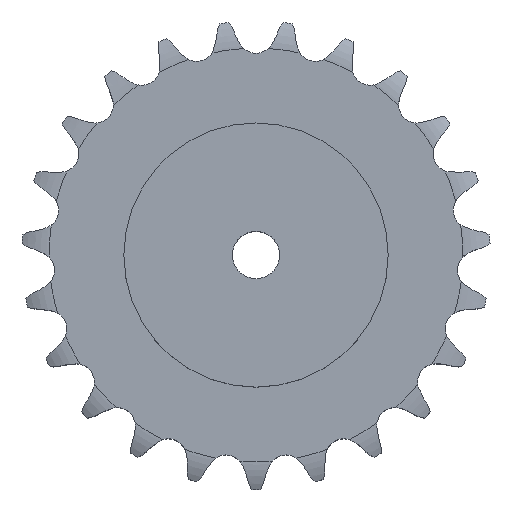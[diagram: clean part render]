
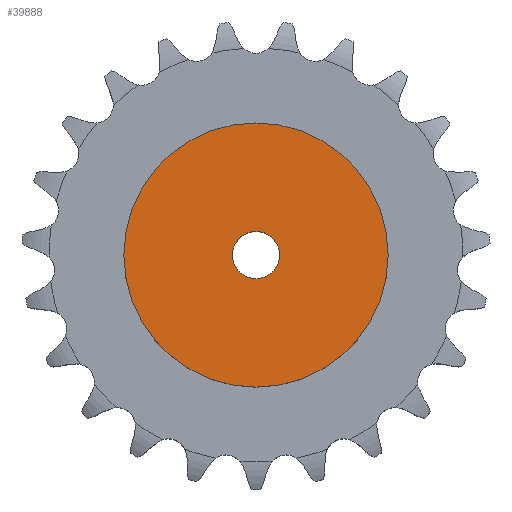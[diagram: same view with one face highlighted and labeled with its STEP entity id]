
A CAD part, top view. The second image highlights one B-rep face of the part: STEP entity #39888.
In plain terms, the highlighted planar face has unit normal (0, 0, 1).
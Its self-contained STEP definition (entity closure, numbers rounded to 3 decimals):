
#21385 = CYLINDRICAL_SURFACE('',#21386,12.5);
#21386 = AXIS2_PLACEMENT_3D('',#21387,#21388,#21389);
#21387 = CARTESIAN_POINT('',(0.,0.,387.475));
#21388 = DIRECTION('',(0.,0.,1.));
#21389 = DIRECTION('',(1.,0.,0.));
#27338 = EDGE_CURVE('',#27339,#27339,#27341,.T.);
#27339 = VERTEX_POINT('',#27340);
#27340 = CARTESIAN_POINT('',(12.5,0.,80.));
#27341 = SURFACE_CURVE('',#27342,(#27347,#27354),.PCURVE_S1.);
#27342 = CIRCLE('',#27343,12.5);
#27343 = AXIS2_PLACEMENT_3D('',#27344,#27345,#27346);
#27344 = CARTESIAN_POINT('',(0.,0.,80.));
#27345 = DIRECTION('',(0.,0.,1.));
#27346 = DIRECTION('',(1.,0.,0.));
#27347 = PCURVE('',#21385,#27348);
#27348 = DEFINITIONAL_REPRESENTATION('',(#27349),#27353);
#27349 = LINE('',#27350,#27351);
#27350 = CARTESIAN_POINT('',(0.,-307.475));
#27351 = VECTOR('',#27352,1.);
#27352 = DIRECTION('',(1.,0.));
#27353 = ( GEOMETRIC_REPRESENTATION_CONTEXT(2) 
PARAMETRIC_REPRESENTATION_CONTEXT() REPRESENTATION_CONTEXT('2D SPACE',''
  ) );
#27354 = PCURVE('',#27355,#27360);
#27355 = PLANE('',#27356);
#27356 = AXIS2_PLACEMENT_3D('',#27357,#27358,#27359);
#27357 = CARTESIAN_POINT('',(0.,0.,80.)
  );
#27358 = DIRECTION('',(0.,0.,1.));
#27359 = DIRECTION('',(1.,0.,0.));
#27360 = DEFINITIONAL_REPRESENTATION('',(#27361),#27365);
#27361 = CIRCLE('',#27362,12.5);
#27362 = AXIS2_PLACEMENT_2D('',#27363,#27364);
#27363 = CARTESIAN_POINT('',(0.,0.));
#27364 = DIRECTION('',(1.,0.));
#27365 = ( GEOMETRIC_REPRESENTATION_CONTEXT(2) 
PARAMETRIC_REPRESENTATION_CONTEXT() REPRESENTATION_CONTEXT('2D SPACE',''
  ) );
#39888 = ADVANCED_FACE('',(#39889,#39920),#27355,.T.);
#39889 = FACE_BOUND('',#39890,.T.);
#39890 = EDGE_LOOP('',(#39891));
#39891 = ORIENTED_EDGE('',*,*,#39892,.T.);
#39892 = EDGE_CURVE('',#39893,#39893,#39895,.T.);
#39893 = VERTEX_POINT('',#39894);
#39894 = CARTESIAN_POINT('',(70.,0.,80.));
#39895 = SURFACE_CURVE('',#39896,(#39901,#39908),.PCURVE_S1.);
#39896 = CIRCLE('',#39897,70.);
#39897 = AXIS2_PLACEMENT_3D('',#39898,#39899,#39900);
#39898 = CARTESIAN_POINT('',(0.,0.,80.));
#39899 = DIRECTION('',(0.,0.,1.));
#39900 = DIRECTION('',(1.,0.,0.));
#39901 = PCURVE('',#27355,#39902);
#39902 = DEFINITIONAL_REPRESENTATION('',(#39903),#39907);
#39903 = CIRCLE('',#39904,70.);
#39904 = AXIS2_PLACEMENT_2D('',#39905,#39906);
#39905 = CARTESIAN_POINT('',(0.,0.));
#39906 = DIRECTION('',(1.,0.));
#39907 = ( GEOMETRIC_REPRESENTATION_CONTEXT(2) 
PARAMETRIC_REPRESENTATION_CONTEXT() REPRESENTATION_CONTEXT('2D SPACE',''
  ) );
#39908 = PCURVE('',#39909,#39914);
#39909 = CYLINDRICAL_SURFACE('',#39910,70.);
#39910 = AXIS2_PLACEMENT_3D('',#39911,#39912,#39913);
#39911 = CARTESIAN_POINT('',(0.,0.,0.));
#39912 = DIRECTION('',(-0.,-0.,-1.));
#39913 = DIRECTION('',(1.,0.,0.));
#39914 = DEFINITIONAL_REPRESENTATION('',(#39915),#39919);
#39915 = LINE('',#39916,#39917);
#39916 = CARTESIAN_POINT('',(-0.,-80.));
#39917 = VECTOR('',#39918,1.);
#39918 = DIRECTION('',(-1.,0.));
#39919 = ( GEOMETRIC_REPRESENTATION_CONTEXT(2) 
PARAMETRIC_REPRESENTATION_CONTEXT() REPRESENTATION_CONTEXT('2D SPACE',''
  ) );
#39920 = FACE_BOUND('',#39921,.T.);
#39921 = EDGE_LOOP('',(#39922));
#39922 = ORIENTED_EDGE('',*,*,#27338,.F.);
